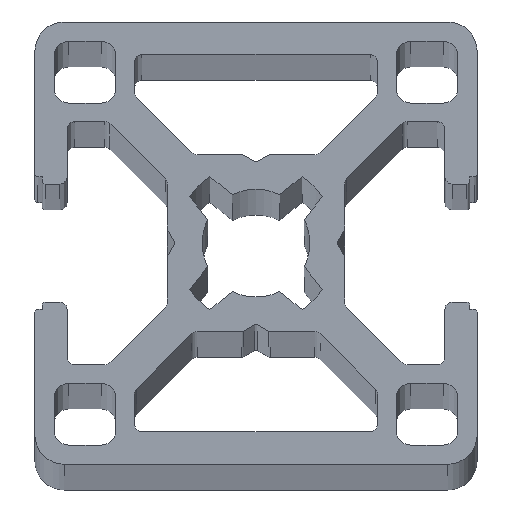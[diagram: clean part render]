
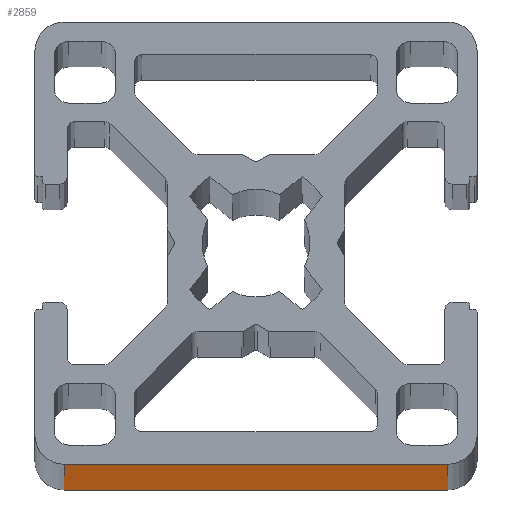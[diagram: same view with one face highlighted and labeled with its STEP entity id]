
A CAD part, top view. The second image highlights one B-rep face of the part: STEP entity #2859.
In plain terms, the highlighted planar face has unit normal (0, -1, 0).
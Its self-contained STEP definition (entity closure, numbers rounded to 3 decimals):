
#2801=CARTESIAN_POINT('',(26.,-30.,1000.0));
#2802=VERTEX_POINT('',#2801);
#2810=CARTESIAN_POINT('',(26.,-30.,0.0));
#2811=VERTEX_POINT('',#2810);
#2812=CARTESIAN_POINT('',(26.,-30.,0.0));
#2813=DIRECTION('',(0.0,0.0,1.0));
#2814=VECTOR('',#2813,1000.0);
#2815=LINE('',#2812,#2814);
#2816=EDGE_CURVE('',#2811,#2802,#2815,.T.);
#2829=CARTESIAN_POINT('',(26.,-30.,0.0));
#2830=DIRECTION('',(0.0,-1.0,0.0));
#2831=DIRECTION('',(0.0,0.0,-1.0));
#2832=AXIS2_PLACEMENT_3D('',#2829,#2830,#2831);
#2833=PLANE('',#2832);
#2834=CARTESIAN_POINT('',(0.0,-30.,1000.0));
#2835=VERTEX_POINT('',#2834);
#2836=CARTESIAN_POINT('',(26.,-30.,1000.0));
#2837=DIRECTION('',(-1.0,0.0,0.0));
#2838=VECTOR('',#2837,26.);
#2839=LINE('',#2836,#2838);
#2840=EDGE_CURVE('',#2802,#2835,#2839,.T.);
#2841=ORIENTED_EDGE('',*,*,#2840,.T.);
#2842=CARTESIAN_POINT('',(0.0,-30.,0.0));
#2843=VERTEX_POINT('',#2842);
#2844=CARTESIAN_POINT('',(0.0,-30.,0.0));
#2845=DIRECTION('',(0.0,0.0,1.0));
#2846=VECTOR('',#2845,1000.0);
#2847=LINE('',#2844,#2846);
#2848=EDGE_CURVE('',#2843,#2835,#2847,.T.);
#2849=ORIENTED_EDGE('',*,*,#2848,.F.);
#2850=CARTESIAN_POINT('',(0.0,-30.,0.0));
#2851=DIRECTION('',(1.0,0.0,0.0));
#2852=VECTOR('',#2851,26.);
#2853=LINE('',#2850,#2852);
#2854=EDGE_CURVE('',#2843,#2811,#2853,.T.);
#2855=ORIENTED_EDGE('',*,*,#2854,.T.);
#2856=ORIENTED_EDGE('',*,*,#2816,.T.);
#2857=EDGE_LOOP('',(#2841,#2849,#2855,#2856));
#2858=FACE_OUTER_BOUND('',#2857,.T.);
#2859=ADVANCED_FACE('',(#2858),#2833,.T.);
